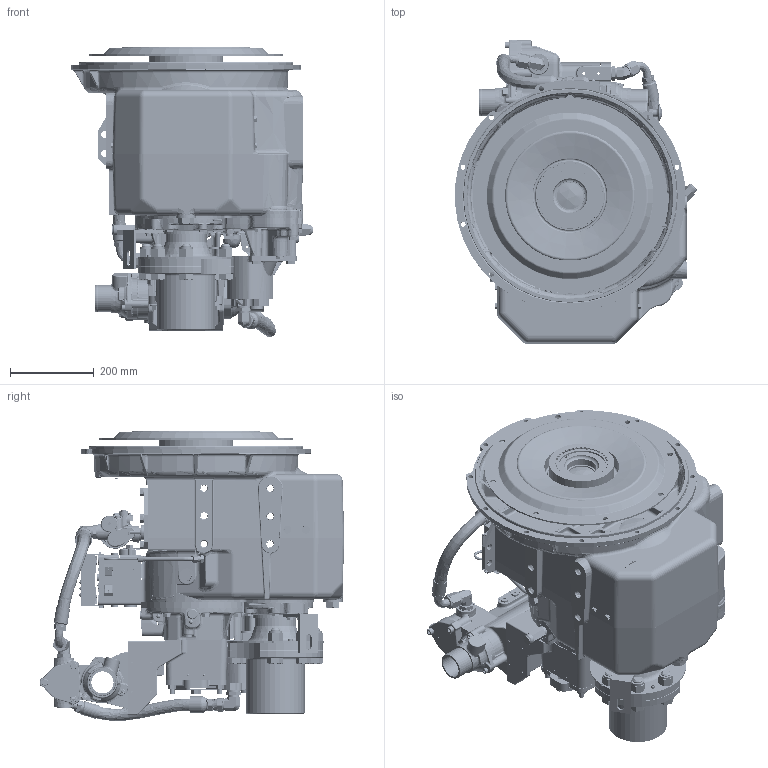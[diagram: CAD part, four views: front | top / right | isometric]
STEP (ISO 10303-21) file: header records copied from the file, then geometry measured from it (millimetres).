
FILE_DESCRIPTION (( 'STEP AP214' ), '1' );
FILE_NAME ('PX13254D.STEP', '2018-05-08T13:58:30', ( '' ), ( '' ), 'SwSTEP 2.0', 'SolidWorks 2015', '' );
FILE_SCHEMA (( 'AUTOMOTIVE_DESIGN' ));
Length unit declared in the file: millimetre
Products named in the file (1): PX13254D
Bounding box: 580.48 x 728.53 x 694.05 mm (x, y, z)
Surface area: 3492442.5 mm2 (no closed solid volume)
Topology: 0 solids, 457 shells, 5109 faces, 20115 edges, 14848 vertices
Faces by surface type: plane 1773, cylinder 1360, bspline 1015, torus 468, cone 402, sphere 91
Full cylindrical faces by diameter (mm): 2.54 x5, 2.896 x2, 3 x2, 4.2 x8, 4.8 x4, 4.826 x2, 5 x1, 6.35 x3, 7.88 x1, 8 x2, 8.8 x6, 9.3 x3, 9.538 x2, 10 x6, 10.08 x2, 10.16 x1, 10.716 x2, 11 x4, 11.125 x2, 11.906 x12, 12 x6, 12.7 x3, 12.954 x1, 13 x9, 14 x8, 14.288 x1, 14.732 x1, 15.316 x4, 16 x5, 16.256 x1
Entity records: 363563 total; most frequent: CARTESIAN_POINT 157346, ORIENTED_EDGE 28356, DIRECTION 28224, EDGE_CURVE 19436, VERTEX_POINT 14704, AXIS2_PLACEMENT_3D 10611, VECTOR 7002, LINE 7002
